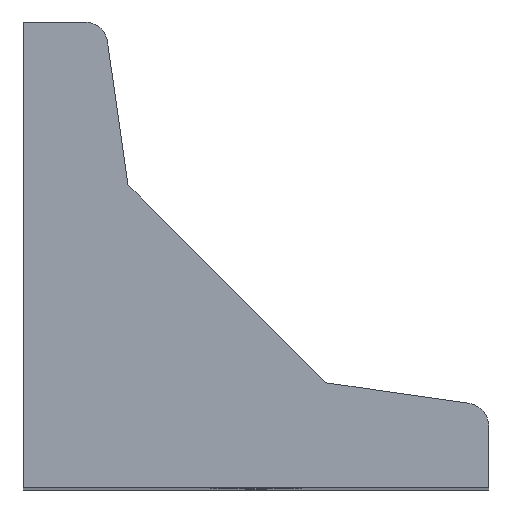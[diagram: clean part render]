
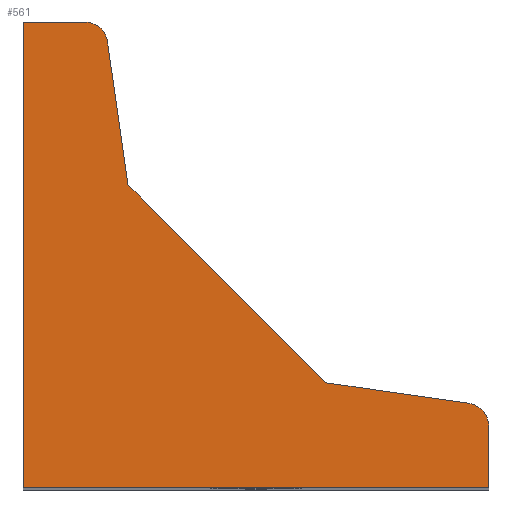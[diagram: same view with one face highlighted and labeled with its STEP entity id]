
A CAD part, top view. The second image highlights one B-rep face of the part: STEP entity #561.
In plain terms, the highlighted planar face has unit normal (0, 0, 1).
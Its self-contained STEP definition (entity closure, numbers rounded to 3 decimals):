
#77=PLANE('',#638);
#109=FACE_OUTER_BOUND('',#165,.T.);
#165=EDGE_LOOP('',(#507,#508,#509,#510,#511,#512,#513,#514,#515));
#173=LINE('',#847,#202);
#182=LINE('',#870,#211);
#187=LINE('',#942,#216);
#189=LINE('',#966,#218);
#190=LINE('',#970,#219);
#192=LINE('',#974,#221);
#194=LINE('',#977,#223);
#202=VECTOR('',#662,12.408);
#211=VECTOR('',#681,12.408);
#216=VECTOR('',#772,24.042);
#218=VECTOR('',#804,5.265);
#219=VECTOR('',#809,5.265);
#221=VECTOR('',#813,40.);
#223=VECTOR('',#817,40.);
#224=CIRCLE('',#565,2.);
#227=CIRCLE('',#574,2.);
#246=VERTEX_POINT('',#822);
#247=VERTEX_POINT('',#823);
#257=VERTEX_POINT('',#845);
#264=VERTEX_POINT('',#863);
#265=VERTEX_POINT('',#864);
#266=VERTEX_POINT('',#869);
#297=VERTEX_POINT('',#964);
#298=VERTEX_POINT('',#969);
#299=VERTEX_POINT('',#973);
#300=EDGE_CURVE('',#246,#247,#224,.T.);
#312=EDGE_CURVE('',#257,#246,#173,.T.);
#320=EDGE_CURVE('',#264,#265,#227,.T.);
#323=EDGE_CURVE('',#265,#266,#182,.T.);
#358=EDGE_CURVE('',#266,#257,#187,.T.);
#366=EDGE_CURVE('',#297,#264,#189,.T.);
#367=EDGE_CURVE('',#247,#298,#190,.T.);
#369=EDGE_CURVE('',#298,#299,#192,.T.);
#371=EDGE_CURVE('',#299,#297,#194,.T.);
#507=ORIENTED_EDGE('',*,*,#300,.F.);
#508=ORIENTED_EDGE('',*,*,#312,.F.);
#509=ORIENTED_EDGE('',*,*,#358,.F.);
#510=ORIENTED_EDGE('',*,*,#323,.F.);
#511=ORIENTED_EDGE('',*,*,#320,.F.);
#512=ORIENTED_EDGE('',*,*,#366,.F.);
#513=ORIENTED_EDGE('',*,*,#371,.F.);
#514=ORIENTED_EDGE('',*,*,#369,.F.);
#515=ORIENTED_EDGE('',*,*,#367,.F.);
#561=ADVANCED_FACE('',(#109),#77,.T.);
#565=AXIS2_PLACEMENT_3D('',#824,#643,#644);
#574=AXIS2_PLACEMENT_3D('',#865,#675,#676);
#638=AXIS2_PLACEMENT_3D('',#978,#818,#819);
#643=DIRECTION('center_axis',(0.,0.,-1.));
#644=DIRECTION('ref_axis',(0.755,0.655,0.));
#662=DIRECTION('',(0.99,-0.141,0.));
#675=DIRECTION('center_axis',(0.,0.,-1.));
#676=DIRECTION('ref_axis',(0.655,0.755,0.));
#681=DIRECTION('',(0.141,-0.99,0.));
#772=DIRECTION('',(0.707,-0.707,0.));
#804=DIRECTION('',(1.,0.,0.));
#809=DIRECTION('',(0.,-1.,0.));
#813=DIRECTION('',(-1.,0.,0.));
#817=DIRECTION('',(0.,1.,0.));
#818=DIRECTION('center_axis',(0.,0.,1.));
#819=DIRECTION('ref_axis',(1.,0.,0.));
#822=CARTESIAN_POINT('',(8.673,-20.029,120.));
#823=CARTESIAN_POINT('',(10.39,-22.008,120.));
#824=CARTESIAN_POINT('Origin',(8.39,-22.008,120.));
#845=CARTESIAN_POINT('',(-3.61,-18.274,120.));
#847=CARTESIAN_POINT('',(10.39,-20.274,120.));
#863=CARTESIAN_POINT('',(-24.344,12.726,120.));
#864=CARTESIAN_POINT('',(-22.365,11.009,120.));
#865=CARTESIAN_POINT('Origin',(-24.344,10.726,120.));
#869=CARTESIAN_POINT('',(-20.61,-1.274,120.));
#870=CARTESIAN_POINT('',(-20.61,-1.274,120.));
#942=CARTESIAN_POINT('',(-3.61,-18.274,120.));
#964=CARTESIAN_POINT('',(-29.61,12.726,120.));
#966=CARTESIAN_POINT('',(-22.61,12.726,120.));
#969=CARTESIAN_POINT('',(10.39,-27.274,120.));
#970=CARTESIAN_POINT('',(10.39,-27.274,120.));
#973=CARTESIAN_POINT('',(-29.61,-27.274,120.));
#974=CARTESIAN_POINT('',(-29.61,-27.274,120.));
#977=CARTESIAN_POINT('',(-29.61,12.726,120.));
#978=CARTESIAN_POINT('Origin',(-15.224,-12.888,120.));
